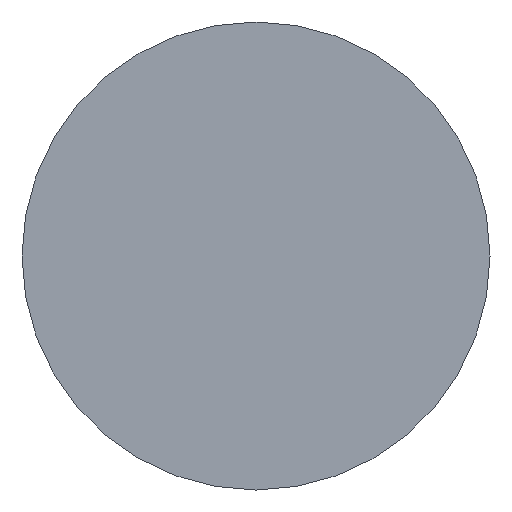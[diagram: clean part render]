
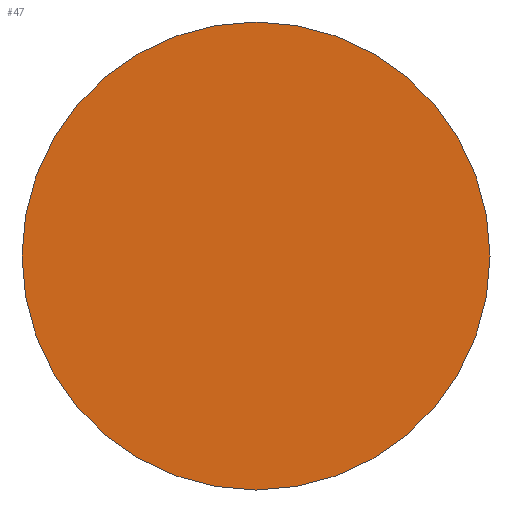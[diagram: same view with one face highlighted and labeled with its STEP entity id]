
A CAD part, front view. The second image highlights one B-rep face of the part: STEP entity #47.
In plain terms, the highlighted planar face has unit normal (0, -1, 0).
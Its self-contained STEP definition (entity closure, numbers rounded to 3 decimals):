
#22=FACE_OUTER_BOUND('',#25,.T.);
#25=EDGE_LOOP('',(#38));
#27=CIRCLE('',#71,1.5);
#29=VERTEX_POINT('',#91);
#32=EDGE_CURVE('',#29,#29,#27,.T.);
#38=ORIENTED_EDGE('',*,*,#32,.F.);
#40=PLANE('',#72);
#47=ADVANCED_FACE('',(#22),#40,.F.);
#71=AXIS2_PLACEMENT_3D('',#93,#82,#83);
#72=AXIS2_PLACEMENT_3D('',#94,#84,#85);
#82=DIRECTION('center_axis',(0.,1.,0.));
#83=DIRECTION('ref_axis',(-1.,0.,0.));
#84=DIRECTION('center_axis',(0.,1.,0.));
#85=DIRECTION('ref_axis',(0.,0.,1.));
#91=CARTESIAN_POINT('',(1.5,0.,0.));
#93=CARTESIAN_POINT('Origin',(0.,0.,0.));
#94=CARTESIAN_POINT('Origin',(0.,0.,0.));
